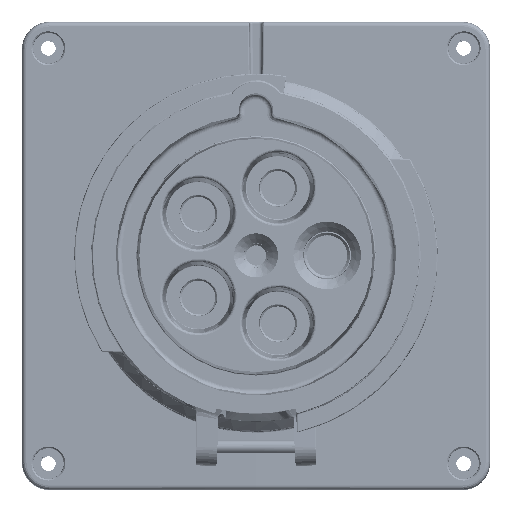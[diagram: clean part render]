
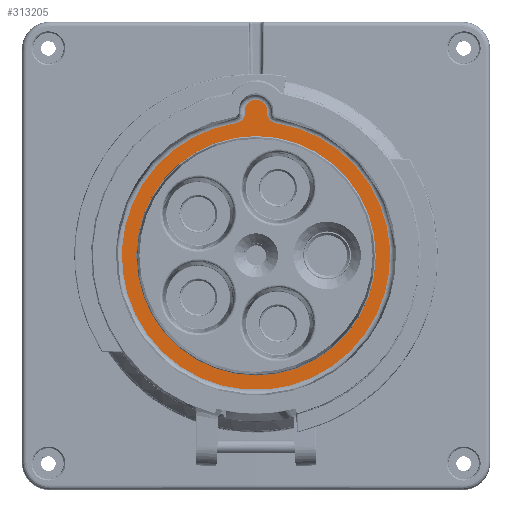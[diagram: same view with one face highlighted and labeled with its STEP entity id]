
A CAD part, top view. The second image highlights one B-rep face of the part: STEP entity #313205.
In plain terms, the highlighted planar face has unit normal (0, 0, 1).
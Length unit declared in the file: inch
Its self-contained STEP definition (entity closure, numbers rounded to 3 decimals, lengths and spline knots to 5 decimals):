
#23664 = AXIS2_PLACEMENT_3D ( 'NONE', #199723, #203430, #314767 ) ;
#25365 = EDGE_LOOP ( 'NONE', ( #293417 ) ) ;
#27321 = EDGE_CURVE ( 'NONE', #309285, #85210, #229133, .T. ) ;
#35953 = CARTESIAN_POINT ( 'NONE',  ( 1.74787, 6.23293, 4.41586 ) ) ;
#36488 = ORIENTED_EDGE ( 'NONE', *, *, #41497, .F. ) ;
#41497 = EDGE_CURVE ( 'NONE', #309285, #290162, #175391, .T. ) ;
#52324 = CARTESIAN_POINT ( 'NONE',  ( 1.83598, 6.09075, 4.41586 ) ) ;
#59750 = EDGE_CURVE ( 'NONE', #168014, #247810, #344489, .T. ) ;
#62316 = CARTESIAN_POINT ( 'NONE',  ( 1.46312, 6.13439, 4.41586 ) ) ;
#63185 = AXIS2_PLACEMENT_3D ( 'NONE', #215674, #245415, #276806 ) ;
#73911 = VECTOR ( 'NONE', #262548, 39.37008 ) ;
#82048 = CARTESIAN_POINT ( 'NONE',  ( 1.77233, 6.13437, 4.41586 ) ) ;
#85210 = VERTEX_POINT ( 'NONE', #236049 ) ;
#90240 = CARTESIAN_POINT ( 'NONE',  ( 1.44872, 6.11864, 4.41586 ) ) ;
#90247 = CARTESIAN_POINT ( 'NONE',  ( 1.48756, 6.23293, 4.41586 ) ) ;
#92170 = ORIENTED_EDGE ( 'NONE', *, *, #154043, .T. ) ;
#93859 = CARTESIAN_POINT ( 'NONE',  ( 1.41279, 6.09594, 4.41586 ) ) ;
#95673 = CARTESIAN_POINT ( 'NONE',  ( 1.43772, 6.10971, 4.41586 ) ) ;
#95827 = AXIS2_PLACEMENT_3D ( 'NONE', #218072, #164158, #275583 ) ;
#108054 = CARTESIAN_POINT ( 'NONE',  ( 1.75291, 6.17218, 4.41586 ) ) ;
#115316 = CARTESIAN_POINT ( 'NONE',  ( 1.85018, 6.08863, 4.41586 ) ) ;
#119758 = CARTESIAN_POINT ( 'NONE',  ( 1.46731, 6.14023, 4.41586 ) ) ;
#129831 = AXIS2_PLACEMENT_3D ( 'NONE', #219663, #332854, #336516 ) ;
#134419 = CIRCLE ( 'NONE', #63185, 1.57643 ) ;
#135880 = CARTESIAN_POINT ( 'NONE',  ( 1.74787, 6.20732, 4.41586 ) ) ;
#136037 = FACE_OUTER_BOUND ( 'NONE', #257112, .T. ) ;
#145851 = DIRECTION ( 'NONE',  ( 0., -1., 0. ) ) ;
#151368 = CARTESIAN_POINT ( 'NONE',  ( 1.41927, 6.09879, 4.41586 ) ) ;
#153306 = CARTESIAN_POINT ( 'NONE',  ( 1.85018, 6.08863, 4.41586 ) ) ;
#154043 = EDGE_CURVE ( 'NONE', #209494, #290162, #134419, .T. ) ;
#160144 = CARTESIAN_POINT ( 'NONE',  ( 1.48756, 6.20732, 4.41586 ) ) ;
#164158 = DIRECTION ( 'NONE',  ( 0., 0., 1. ) ) ;
#168014 = VERTEX_POINT ( 'NONE', #299502 ) ;
#171081 = CARTESIAN_POINT ( 'NONE',  ( 1.79781, 6.10964, 4.41586 ) ) ;
#173720 = CARTESIAN_POINT ( 'NONE',  ( 1.4745, 6.15242, 4.41586 ) ) ;
#175391 = B_SPLINE_CURVE_WITH_KNOTS ( 'NONE', 3,
 ( #135880, #249276, #362323, #338201, #108054, #336349, #221328, #334519, #82048, #306549, #278824, #171081, #256609, #254790, #52324, #115316 ),
 .UNSPECIFIED., .F., .F.,
 ( 4, 2, 2, 2, 2, 2, 2, 4 ),
 ( 0., 0.00055, 0.00109, 0.00164, 0.00219, 0.00273, 0.00328, 0.00437 ),
 .UNSPECIFIED. ) ;
#175553 = CARTESIAN_POINT ( 'NONE',  ( 1.48756, 6.20732, 4.41586 ) ) ;
#181187 = EDGE_CURVE ( 'NONE', #203273, #203273, #202363, .T. ) ;
#189975 = PLANE ( 'NONE',  #129831 ) ;
#199723 = CARTESIAN_POINT ( 'NONE',  ( 1.61772, 6.23293, 4.41586 ) ) ;
#202363 = CIRCLE ( 'NONE', #95827, 1.40815 ) ;
#203273 = VERTEX_POINT ( 'NONE', #316405 ) ;
#203430 = DIRECTION ( 'NONE',  ( 0., 0., 1. ) ) ;
#205789 = EDGE_CURVE ( 'NONE', #85210, #168014, #325982, .T. ) ;
#209494 = VERTEX_POINT ( 'NONE', #338792 ) ;
#215674 = CARTESIAN_POINT ( 'NONE',  ( 1.61772, 4.52943, 4.41586 ) ) ;
#218072 = CARTESIAN_POINT ( 'NONE',  ( 1.61772, 4.52943, 4.41586 ) ) ;
#219663 = CARTESIAN_POINT ( 'NONE',  ( 1.61772, 6.23293, 4.41586 ) ) ;
#221328 = CARTESIAN_POINT ( 'NONE',  ( 1.76098, 6.15232, 4.41586 ) ) ;
#226806 = B_SPLINE_CURVE_WITH_KNOTS ( 'NONE', 3,
 ( #238620, #290528, #234925, #93859, #151368, #264690, #95673, #90240, #316577, #62316, #119758, #173720, #349967, #318400, #233104, #175553 ),
 .UNSPECIFIED., .F., .F.,
 ( 4, 2, 2, 2, 2, 2, 2, 4 ),
 ( 0., 0.00055, 0.00109, 0.00164, 0.00219, 0.00273, 0.00328, 0.00437 ),
 .UNSPECIFIED. ) ;
#229133 = LINE ( 'NONE', #35953, #73911 ) ;
#232445 = ORIENTED_EDGE ( 'NONE', *, *, #59750, .T. ) ;
#233104 = CARTESIAN_POINT ( 'NONE',  ( 1.48756, 6.19296, 4.41586 ) ) ;
#234925 = CARTESIAN_POINT ( 'NONE',  ( 1.39935, 6.09139, 4.41586 ) ) ;
#236049 = CARTESIAN_POINT ( 'NONE',  ( 1.74787, 6.23293, 4.41586 ) ) ;
#238620 = CARTESIAN_POINT ( 'NONE',  ( 1.38526, 6.08863, 4.41586 ) ) ;
#243082 = CARTESIAN_POINT ( 'NONE',  ( 1.74787, 6.20732, 4.41586 ) ) ;
#245415 = DIRECTION ( 'NONE',  ( 0., 0., 1. ) ) ;
#247810 = VERTEX_POINT ( 'NONE', #160144 ) ;
#249276 = CARTESIAN_POINT ( 'NONE',  ( 1.74787, 6.20014, 4.41586 ) ) ;
#254790 = CARTESIAN_POINT ( 'NONE',  ( 1.82249, 6.09531, 4.41586 ) ) ;
#256609 = CARTESIAN_POINT ( 'NONE',  ( 1.80369, 6.10567, 4.41586 ) ) ;
#257112 = EDGE_LOOP ( 'NONE', ( #296502, #349002, #232445, #322738, #92170, #36488 ) ) ;
#262548 = DIRECTION ( 'NONE',  ( 0., 1., 0. ) ) ;
#264608 = EDGE_CURVE ( 'NONE', #209494, #247810, #226806, .T. ) ;
#264690 = CARTESIAN_POINT ( 'NONE',  ( 1.43174, 6.10567, 4.41586 ) ) ;
#275583 = DIRECTION ( 'NONE',  ( 1., 0., 0. ) ) ;
#276806 = DIRECTION ( 'NONE',  ( 1., 0., 0. ) ) ;
#278824 = CARTESIAN_POINT ( 'NONE',  ( 1.78681, 6.11856, 4.41586 ) ) ;
#290162 = VERTEX_POINT ( 'NONE', #153306 ) ;
#290528 = CARTESIAN_POINT ( 'NONE',  ( 1.39236, 6.08969, 4.41586 ) ) ;
#293417 = ORIENTED_EDGE ( 'NONE', *, *, #181187, .F. ) ;
#296502 = ORIENTED_EDGE ( 'NONE', *, *, #27321, .T. ) ;
#299502 = CARTESIAN_POINT ( 'NONE',  ( 1.48756, 6.23293, 4.41586 ) ) ;
#306549 = CARTESIAN_POINT ( 'NONE',  ( 1.78165, 6.12355, 4.41586 ) ) ;
#309285 = VERTEX_POINT ( 'NONE', #243082 ) ;
#313205 = ADVANCED_FACE ( 'NONE', ( #136037, #362494 ), #189975, .T. ) ;
#314767 = DIRECTION ( 'NONE',  ( 1., 0., 0. ) ) ;
#316405 = CARTESIAN_POINT ( 'NONE',  ( 3.02587, 4.52943, 4.41586 ) ) ;
#316577 = CARTESIAN_POINT ( 'NONE',  ( 1.4538, 6.12357, 4.41586 ) ) ;
#318400 = CARTESIAN_POINT ( 'NONE',  ( 1.48504, 6.17895, 4.41586 ) ) ;
#322738 = ORIENTED_EDGE ( 'NONE', *, *, #264608, .F. ) ;
#325982 = CIRCLE ( 'NONE', #23664, 0.13016 ) ;
#331543 = VECTOR ( 'NONE', #145851, 39.37008 ) ;
#332854 = DIRECTION ( 'NONE',  ( 0., 0., 1. ) ) ;
#334519 = CARTESIAN_POINT ( 'NONE',  ( 1.7682, 6.14013, 4.41586 ) ) ;
#336349 = CARTESIAN_POINT ( 'NONE',  ( 1.75788, 6.15883, 4.41586 ) ) ;
#336516 = DIRECTION ( 'NONE',  ( 1., 0., 0. ) ) ;
#338201 = CARTESIAN_POINT ( 'NONE',  ( 1.75105, 6.17901, 4.41586 ) ) ;
#338792 = CARTESIAN_POINT ( 'NONE',  ( 1.38526, 6.08863, 4.41586 ) ) ;
#344489 = LINE ( 'NONE', #90247, #331543 ) ;
#349002 = ORIENTED_EDGE ( 'NONE', *, *, #205789, .T. ) ;
#349967 = CARTESIAN_POINT ( 'NONE',  ( 1.47756, 6.15882, 4.41586 ) ) ;
#362323 = CARTESIAN_POINT ( 'NONE',  ( 1.74853, 6.19297, 4.41586 ) ) ;
#362494 = FACE_BOUND ( 'NONE', #25365, .T. ) ;
